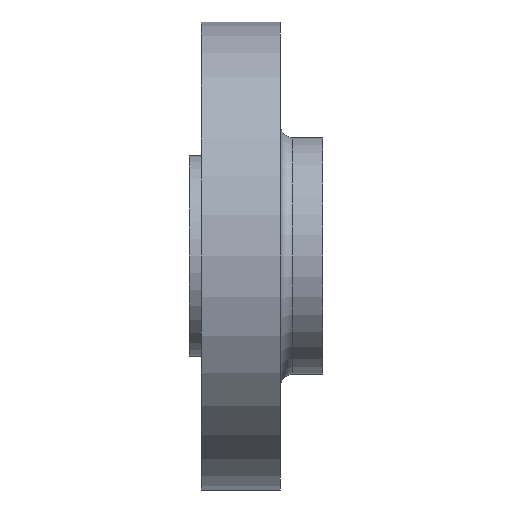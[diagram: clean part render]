
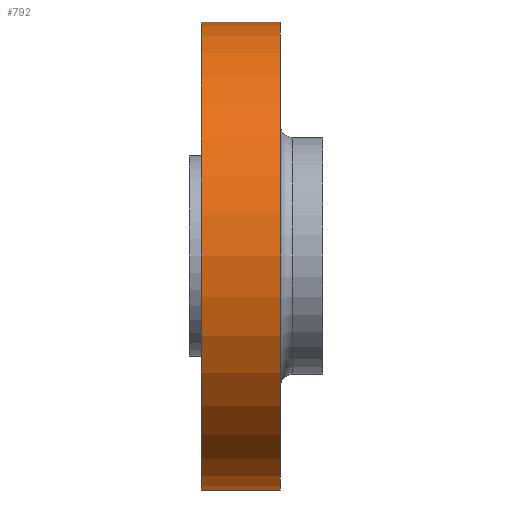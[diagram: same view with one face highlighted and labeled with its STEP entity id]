
A CAD part, front view. The second image highlights one B-rep face of the part: STEP entity #792.
In plain terms, the highlighted cylindrical face has radius 122.237 mm (diameter 244.475 mm), a partial arc.
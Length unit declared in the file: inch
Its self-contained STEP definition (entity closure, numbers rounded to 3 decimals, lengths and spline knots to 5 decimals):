
#8 = AXIS2_PLACEMENT_3D ( 'NONE', #144, #386, #148 ) ;
#32 = DIRECTION ( 'NONE',  ( 0., 0., 1. ) ) ;
#43 = DIRECTION ( 'NONE',  ( -1., 0., 0. ) ) ;
#54 = EDGE_LOOP ( 'NONE', ( #566, #442, #427, #755 ) ) ;
#57 = VERTEX_POINT ( 'NONE', #661 ) ;
#69 = CARTESIAN_POINT ( 'NONE',  ( 1.73086, 0., 4.8125 ) ) ;
#106 = CARTESIAN_POINT ( 'NONE',  ( 0., 0., 0. ) ) ;
#141 = EDGE_CURVE ( 'NONE', #57, #323, #973, .T. ) ;
#144 = CARTESIAN_POINT ( 'NONE',  ( 1.73086, 0., 0. ) ) ;
#148 = DIRECTION ( 'NONE',  ( 0., 0., 1. ) ) ;
#177 = CARTESIAN_POINT ( 'NONE',  ( 0.10586, 0., 0. ) ) ;
#197 = FACE_OUTER_BOUND ( 'NONE', #54, .T. ) ;
#238 = DIRECTION ( 'NONE',  ( -1., 0., 0. ) ) ;
#265 = VECTOR ( 'NONE', #43, 39.37008 ) ;
#313 = AXIS2_PLACEMENT_3D ( 'NONE', #106, #435, #32 ) ;
#323 = VERTEX_POINT ( 'NONE', #1054 ) ;
#350 = VECTOR ( 'NONE', #238, 39.37008 ) ;
#351 = DIRECTION ( 'NONE',  ( 0., 0., 1. ) ) ;
#386 = DIRECTION ( 'NONE',  ( -1., 0., 0. ) ) ;
#419 = VERTEX_POINT ( 'NONE', #69 ) ;
#427 = ORIENTED_EDGE ( 'NONE', *, *, #1035, .T. ) ;
#435 = DIRECTION ( 'NONE',  ( -1., 0., 0. ) ) ;
#442 = ORIENTED_EDGE ( 'NONE', *, *, #983, .T. ) ;
#519 = AXIS2_PLACEMENT_3D ( 'NONE', #177, #906, #351 ) ;
#566 = ORIENTED_EDGE ( 'NONE', *, *, #863, .F. ) ;
#631 = LINE ( 'NONE', #1039, #350 ) ;
#658 = CIRCLE ( 'NONE', #8, 4.8125 ) ;
#661 = CARTESIAN_POINT ( 'NONE',  ( 0.10586, 0., -4.8125 ) ) ;
#755 = ORIENTED_EDGE ( 'NONE', *, *, #141, .F. ) ;
#786 = CARTESIAN_POINT ( 'NONE',  ( 1.73086, 0., -4.8125 ) ) ;
#792 = ADVANCED_FACE ( 'NONE', ( #197 ), #844, .T. ) ;
#844 = CYLINDRICAL_SURFACE ( 'NONE', #313, 4.8125 ) ;
#863 = EDGE_CURVE ( 'NONE', #872, #57, #870, .T. ) ;
#870 = LINE ( 'NONE', #932, #265 ) ;
#872 = VERTEX_POINT ( 'NONE', #786 ) ;
#906 = DIRECTION ( 'NONE',  ( -1., 0., 0. ) ) ;
#932 = CARTESIAN_POINT ( 'NONE',  ( 0., 0., -4.8125 ) ) ;
#973 = CIRCLE ( 'NONE', #519, 4.8125 ) ;
#983 = EDGE_CURVE ( 'NONE', #872, #419, #658, .T. ) ;
#1035 = EDGE_CURVE ( 'NONE', #419, #323, #631, .T. ) ;
#1039 = CARTESIAN_POINT ( 'NONE',  ( 0., 0., 4.8125 ) ) ;
#1054 = CARTESIAN_POINT ( 'NONE',  ( 0.10586, 0., 4.8125 ) ) ;
